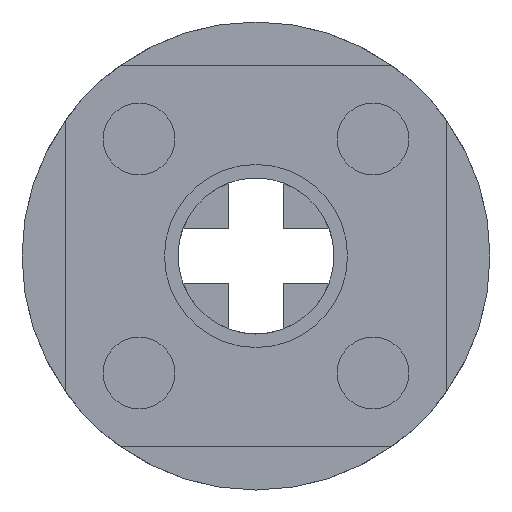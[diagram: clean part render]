
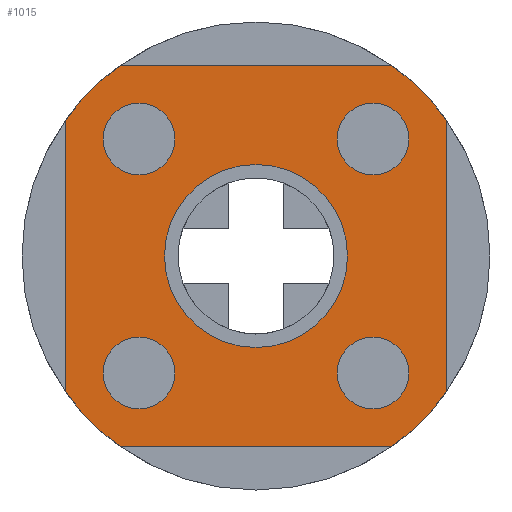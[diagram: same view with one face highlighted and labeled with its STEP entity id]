
A CAD part, front view. The second image highlights one B-rep face of the part: STEP entity #1015.
In plain terms, the highlighted planar face has unit normal (0, -1, 0).
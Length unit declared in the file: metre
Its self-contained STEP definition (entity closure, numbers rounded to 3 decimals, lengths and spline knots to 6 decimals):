
#203=CARTESIAN_POINT('',(-0.0078,0.001914,-0.0078));
#204=DIRECTION('',(0.,-1.,0.));
#205=DIRECTION('',(1.,0.,0.));
#206=AXIS2_PLACEMENT_3D('',#203,#204,#205);
#208=CARTESIAN_POINT('',(-0.0078,0.001914,-0.0078));
#209=DIRECTION('',(0.,-1.,0.));
#210=DIRECTION('',(-1.,0.,0.));
#211=AXIS2_PLACEMENT_3D('',#208,#209,#210);
#213=CARTESIAN_POINT('',(-0.0039,0.001914,-0.0039));
#214=DIRECTION('',(0.,1.,0.));
#215=DIRECTION('',(1.,0.,0.));
#216=AXIS2_PLACEMENT_3D('',#213,#214,#215);
#218=CARTESIAN_POINT('',(-0.0039,0.001914,-0.0039));
#219=DIRECTION('',(0.,1.,0.));
#220=DIRECTION('',(-1.,0.,0.));
#221=AXIS2_PLACEMENT_3D('',#218,#219,#220);
#223=CARTESIAN_POINT('',(-0.0117,0.001914,-0.0039));
#224=DIRECTION('',(0.,1.,0.));
#225=DIRECTION('',(1.,0.,0.));
#226=AXIS2_PLACEMENT_3D('',#223,#224,#225);
#228=CARTESIAN_POINT('',(-0.0117,0.001914,-0.0039));
#229=DIRECTION('',(0.,1.,0.));
#230=DIRECTION('',(-1.,0.,0.));
#231=AXIS2_PLACEMENT_3D('',#228,#229,#230);
#233=CARTESIAN_POINT('',(-0.0039,0.001914,-0.0117));
#234=DIRECTION('',(0.,1.,0.));
#235=DIRECTION('',(1.,0.,0.));
#236=AXIS2_PLACEMENT_3D('',#233,#234,#235);
#238=CARTESIAN_POINT('',(-0.0039,0.001914,-0.0117));
#239=DIRECTION('',(0.,1.,0.));
#240=DIRECTION('',(-1.,0.,0.));
#241=AXIS2_PLACEMENT_3D('',#238,#239,#240);
#243=CARTESIAN_POINT('',(-0.0117,0.001914,-0.0117));
#244=DIRECTION('',(0.,1.,0.));
#245=DIRECTION('',(1.,0.,0.));
#246=AXIS2_PLACEMENT_3D('',#243,#244,#245);
#248=CARTESIAN_POINT('',(-0.0117,0.001914,-0.0117));
#249=DIRECTION('',(0.,1.,0.));
#250=DIRECTION('',(-1.,0.,0.));
#251=AXIS2_PLACEMENT_3D('',#248,#249,#250);
#253=CARTESIAN_POINT('',(-0.0078,0.001914,-0.0078));
#254=DIRECTION('',(0.,-1.,0.));
#255=DIRECTION('',(0.814,0.,0.581));
#256=AXIS2_PLACEMENT_3D('',#253,#254,#255);
#258=DIRECTION('',(0.,0.,-1.));
#259=VECTOR('',#258,0.009059);
#260=CARTESIAN_POINT('',(-0.00145,0.001914,-0.00327));
#261=LINE('',#260,#259);
#262=CARTESIAN_POINT('',(-0.0078,0.001914,-0.0078));
#263=DIRECTION('',(0.,-1.,0.));
#264=DIRECTION('',(0.581,0.,-0.814));
#265=AXIS2_PLACEMENT_3D('',#262,#263,#264);
#267=DIRECTION('',(-1.,0.,0.));
#268=VECTOR('',#267,0.009059);
#269=CARTESIAN_POINT('',(-0.00327,0.001914,-0.01415));
#270=LINE('',#269,#268);
#271=CARTESIAN_POINT('',(-0.0078,0.001914,-0.0078));
#272=DIRECTION('',(0.,-1.,0.));
#273=DIRECTION('',(-0.814,0.,-0.581));
#274=AXIS2_PLACEMENT_3D('',#271,#272,#273);
#276=DIRECTION('',(0.,0.,1.));
#277=VECTOR('',#276,0.009059);
#278=CARTESIAN_POINT('',(-0.01415,0.001914,-0.01233));
#279=LINE('',#278,#277);
#280=CARTESIAN_POINT('',(-0.0078,0.001914,-0.0078));
#281=DIRECTION('',(0.,-1.,0.));
#282=DIRECTION('',(-0.581,0.,0.814));
#283=AXIS2_PLACEMENT_3D('',#280,#281,#282);
#285=DIRECTION('',(1.,0.,0.));
#286=VECTOR('',#285,0.009059);
#287=CARTESIAN_POINT('',(-0.01233,0.001914,-0.00145));
#288=LINE('',#287,#286);
#651=CARTESIAN_POINT('',(-0.002706,0.001914,-0.0039));
#652=CARTESIAN_POINT('',(-0.005094,0.001914,-0.0039));
#653=VERTEX_POINT('',#651);
#654=VERTEX_POINT('',#652);
#655=CARTESIAN_POINT('',(-0.010506,0.001914,-0.0039));
#656=CARTESIAN_POINT('',(-0.012894,0.001914,-0.0039));
#657=VERTEX_POINT('',#655);
#658=VERTEX_POINT('',#656);
#659=CARTESIAN_POINT('',(-0.002706,0.001914,-0.0117));
#660=CARTESIAN_POINT('',(-0.005094,0.001914,-0.0117));
#661=VERTEX_POINT('',#659);
#662=VERTEX_POINT('',#660);
#663=CARTESIAN_POINT('',(-0.010506,0.001914,-0.0117));
#664=CARTESIAN_POINT('',(-0.012894,0.001914,-0.0117));
#665=VERTEX_POINT('',#663);
#666=VERTEX_POINT('',#664);
#667=CARTESIAN_POINT('',(-0.00145,0.001914,-0.00327));
#668=CARTESIAN_POINT('',(-0.00327,0.001914,-0.00145));
#669=VERTEX_POINT('',#667);
#670=VERTEX_POINT('',#668);
#671=CARTESIAN_POINT('',(-0.01233,0.001914,-0.00145));
#672=CARTESIAN_POINT('',(-0.01415,0.001914,-0.00327));
#673=VERTEX_POINT('',#671);
#674=VERTEX_POINT('',#672);
#675=CARTESIAN_POINT('',(-0.01415,0.001914,-0.01233));
#676=CARTESIAN_POINT('',(-0.01233,0.001914,-0.01415));
#677=VERTEX_POINT('',#675);
#678=VERTEX_POINT('',#676);
#679=CARTESIAN_POINT('',(-0.00327,0.001914,-0.01415));
#680=CARTESIAN_POINT('',(-0.00145,0.001914,-0.01233));
#681=VERTEX_POINT('',#679);
#682=VERTEX_POINT('',#680);
#699=CARTESIAN_POINT('',(-0.00475,0.001914,-0.0078));
#700=CARTESIAN_POINT('',(-0.01085,0.001914,-0.0078));
#701=VERTEX_POINT('',#699);
#702=VERTEX_POINT('',#700);
#964=CARTESIAN_POINT('',(0.,0.001914,0.));
#965=DIRECTION('',(0.,1.,0.));
#966=DIRECTION('',(1.,0.,0.));
#967=AXIS2_PLACEMENT_3D('',#964,#965,#966);
#968=PLANE('',#967);
#969=ORIENTED_EDGE('',*,*,#929,.F.);
#971=ORIENTED_EDGE('',*,*,#970,.T.);
#973=ORIENTED_EDGE('',*,*,#972,.F.);
#975=ORIENTED_EDGE('',*,*,#974,.T.);
#977=ORIENTED_EDGE('',*,*,#976,.F.);
#979=ORIENTED_EDGE('',*,*,#978,.T.);
#980=ORIENTED_EDGE('',*,*,#936,.F.);
#982=ORIENTED_EDGE('',*,*,#981,.T.);
#983=EDGE_LOOP('',(#969,#971,#973,#975,#977,#979,#980,#982));
#984=FACE_OUTER_BOUND('',#983,.F.);
#986=ORIENTED_EDGE('',*,*,#985,.T.);
#988=ORIENTED_EDGE('',*,*,#987,.T.);
#989=EDGE_LOOP('',(#986,#988));
#990=FACE_BOUND('',#989,.F.);
#992=ORIENTED_EDGE('',*,*,#991,.F.);
#994=ORIENTED_EDGE('',*,*,#993,.F.);
#995=EDGE_LOOP('',(#992,#994));
#996=FACE_BOUND('',#995,.F.);
#998=ORIENTED_EDGE('',*,*,#997,.F.);
#1000=ORIENTED_EDGE('',*,*,#999,.F.);
#1001=EDGE_LOOP('',(#998,#1000));
#1002=FACE_BOUND('',#1001,.F.);
#1004=ORIENTED_EDGE('',*,*,#1003,.F.);
#1006=ORIENTED_EDGE('',*,*,#1005,.F.);
#1007=EDGE_LOOP('',(#1004,#1006));
#1008=FACE_BOUND('',#1007,.F.);
#1010=ORIENTED_EDGE('',*,*,#1009,.F.);
#1012=ORIENTED_EDGE('',*,*,#1011,.F.);
#1013=EDGE_LOOP('',(#1010,#1012));
#1014=FACE_BOUND('',#1013,.F.);
#1015=ADVANCED_FACE('',(#984,#990,#996,#1002,#1008,#1014),#968,.F.);
#207=CIRCLE('',#206,0.00305);
#212=CIRCLE('',#211,0.00305);
#217=CIRCLE('',#216,0.001194);
#222=CIRCLE('',#221,0.001194);
#227=CIRCLE('',#226,0.001194);
#232=CIRCLE('',#231,0.001194);
#237=CIRCLE('',#236,0.001194);
#242=CIRCLE('',#241,0.001194);
#247=CIRCLE('',#246,0.001194);
#252=CIRCLE('',#251,0.001194);
#257=CIRCLE('',#256,0.0078);
#266=CIRCLE('',#265,0.0078);
#275=CIRCLE('',#274,0.0078);
#284=CIRCLE('',#283,0.0078);
#929=EDGE_CURVE('',#669,#670,#257,.T.);
#936=EDGE_CURVE('',#673,#674,#284,.T.);
#970=EDGE_CURVE('',#669,#682,#261,.T.);
#972=EDGE_CURVE('',#681,#682,#266,.T.);
#974=EDGE_CURVE('',#681,#678,#270,.T.);
#976=EDGE_CURVE('',#677,#678,#275,.T.);
#978=EDGE_CURVE('',#677,#674,#279,.T.);
#981=EDGE_CURVE('',#673,#670,#288,.T.);
#985=EDGE_CURVE('',#701,#702,#207,.T.);
#987=EDGE_CURVE('',#702,#701,#212,.T.);
#991=EDGE_CURVE('',#653,#654,#217,.T.);
#993=EDGE_CURVE('',#654,#653,#222,.T.);
#997=EDGE_CURVE('',#657,#658,#227,.T.);
#999=EDGE_CURVE('',#658,#657,#232,.T.);
#1003=EDGE_CURVE('',#661,#662,#237,.T.);
#1005=EDGE_CURVE('',#662,#661,#242,.T.);
#1009=EDGE_CURVE('',#665,#666,#247,.T.);
#1011=EDGE_CURVE('',#666,#665,#252,.T.);
